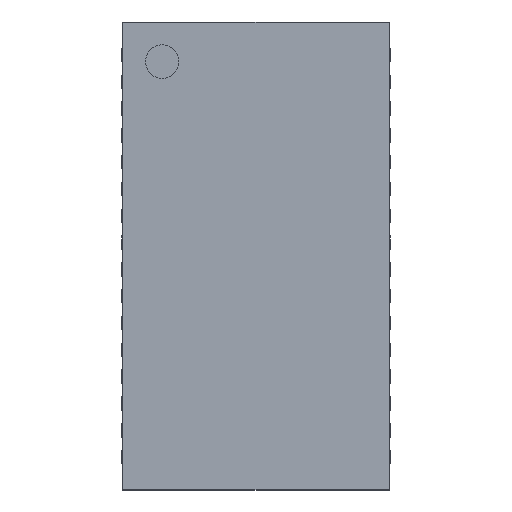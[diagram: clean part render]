
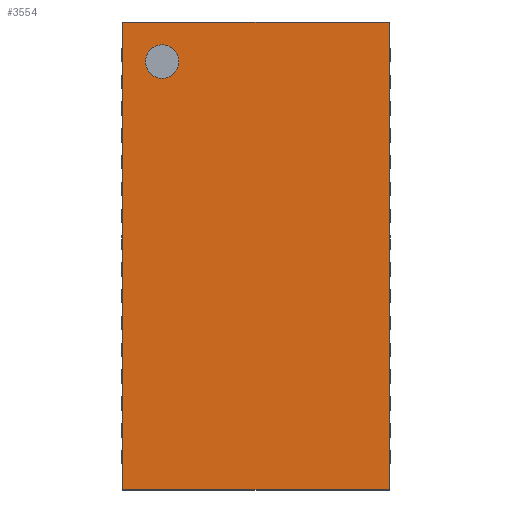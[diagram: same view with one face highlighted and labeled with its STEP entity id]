
A CAD part, top view. The second image highlights one B-rep face of the part: STEP entity #3554.
In plain terms, the highlighted planar face has unit normal (0, 0, 1).
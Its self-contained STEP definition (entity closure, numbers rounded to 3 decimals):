
#13=DIRECTION('',(0.,0.,1.));
#159=VECTOR('',#160,1.);
#160=DIRECTION('',(0.,-1.,0.));
#166=VECTOR('',#167,1.);
#167=DIRECTION('',(1.,0.,0.));
#941=VERTEX_POINT('',#942);
#942=CARTESIAN_POINT('',(1.99,3.49,0.77));
#945=EDGE_CURVE('',#941,#946,#948,.T.);
#946=VERTEX_POINT('',#947);
#947=CARTESIAN_POINT('',(1.99,-3.49,0.77));
#948=LINE('',#942,#159);
#1211=VERTEX_POINT('',#1212);
#1212=CARTESIAN_POINT('',(-1.99,3.49,0.77));
#1215=ORIENTED_EDGE('',*,*,#1216,.F.);
#1216=EDGE_CURVE('',#1211,#941,#1217,.T.);
#1217=LINE('',#1212,#166);
#1249=ORIENTED_EDGE('',*,*,#1250,.T.);
#1250=EDGE_CURVE('',#1211,#1251,#1253,.T.);
#1251=VERTEX_POINT('',#1252);
#1252=CARTESIAN_POINT('',(-1.99,-3.49,0.77));
#1253=LINE('',#1212,#159);
#3473=EDGE_CURVE('',#1251,#946,#3474,.T.);
#3474=LINE('',#1252,#166);
#3554=ADVANCED_FACE('',(#3555,#3559),#3569,.T.);
#3555=FACE_BOUND('',#3556,.T.);
#3556=EDGE_LOOP('',(#1215,#1249,#3557,#3558));
#3557=ORIENTED_EDGE('',*,*,#3473,.T.);
#3558=ORIENTED_EDGE('',*,*,#945,.F.);
#3559=FACE_BOUND('',#3560,.T.);
#3560=EDGE_LOOP('',(#3561));
#3561=ORIENTED_EDGE('',*,*,#3562,.T.);
#3562=EDGE_CURVE('',#3563,#3563,#3565,.T.);
#3563=VERTEX_POINT('',#3564);
#3564=CARTESIAN_POINT('',(-1.4,2.65,0.77));
#3565=CIRCLE('',#3566,0.25);
#3566=AXIS2_PLACEMENT_3D('',#3567,#3568,#160);
#3567=CARTESIAN_POINT('',(-1.4,2.9,0.77));
#3568=DIRECTION('',(0.,0.,-1.));
#3569=PLANE('',#3570);
#3570=AXIS2_PLACEMENT_3D('',#1212,#13,#160);
